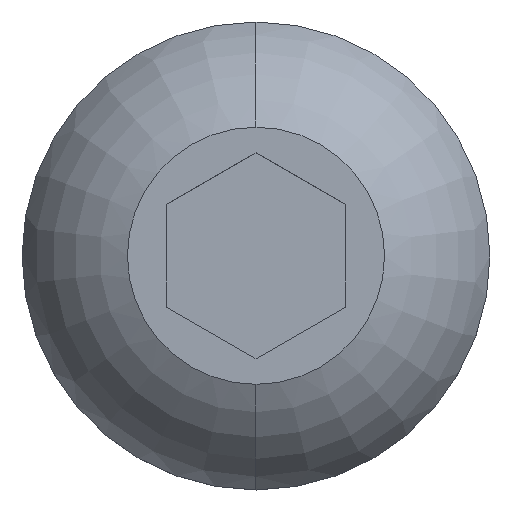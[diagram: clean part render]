
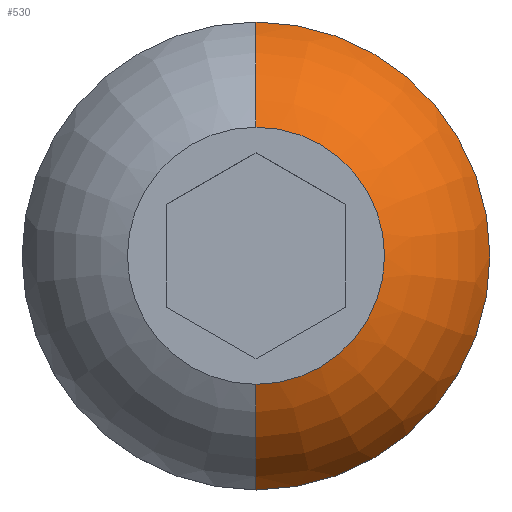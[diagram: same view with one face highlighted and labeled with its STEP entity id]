
A CAD part, top view. The second image highlights one B-rep face of the part: STEP entity #530.
In plain terms, the highlighted toroidal (fillet/blend) face has major radius 1.18 mm and minor radius 4.331 mm.
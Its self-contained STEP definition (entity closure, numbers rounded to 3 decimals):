
#22 = AXIS2_PLACEMENT_3D ( 'NONE', #373, #710, #248 ) ;
#38 = CARTESIAN_POINT ( 'NONE',  ( 5.25, 0., 0.8 ) ) ;
#60 = DIRECTION ( 'NONE',  ( -1., 0., 0. ) ) ;
#107 = FACE_OUTER_BOUND ( 'NONE', #591, .T. ) ;
#143 = AXIS2_PLACEMENT_3D ( 'NONE', #401, #685, #480 ) ;
#165 = DIRECTION ( 'NONE',  ( 1., 0., 0. ) ) ;
#210 = CIRCLE ( 'NONE', #649, 5.25 ) ;
#239 = AXIS2_PLACEMENT_3D ( 'NONE', #311, #656, #721 ) ;
#247 = ORIENTED_EDGE ( 'NONE', *, *, #539, .F. ) ;
#248 = DIRECTION ( 'NONE',  ( 0., 1., 0. ) ) ;
#254 = CIRCLE ( 'NONE', #143, 5.25 ) ;
#261 = CIRCLE ( 'NONE', #239, 2.885 ) ;
#268 = CARTESIAN_POINT ( 'NONE',  ( 0., 1.18, -0.681 ) ) ;
#270 = CARTESIAN_POINT ( 'NONE',  ( 0., -1.18, -0.681 ) ) ;
#273 = DIRECTION ( 'NONE',  ( 0., 0., -1. ) ) ;
#283 = ORIENTED_EDGE ( 'NONE', *, *, #384, .F. ) ;
#309 = VERTEX_POINT ( 'NONE', #391 ) ;
#311 = CARTESIAN_POINT ( 'NONE',  ( 0., 0., 3.3 ) ) ;
#344 = CARTESIAN_POINT ( 'NONE',  ( 0., -2.885, 3.3 ) ) ;
#373 = CARTESIAN_POINT ( 'NONE',  ( 0., 0., -0.681 ) ) ;
#379 = VERTEX_POINT ( 'NONE', #531 ) ;
#384 = EDGE_CURVE ( 'NONE', #309, #379, #733, .T. ) ;
#391 = CARTESIAN_POINT ( 'NONE',  ( 0., 2.885, 3.3 ) ) ;
#401 = CARTESIAN_POINT ( 'NONE',  ( 0., 0., 0.8 ) ) ;
#423 = VERTEX_POINT ( 'NONE', #793 ) ;
#468 = CIRCLE ( 'NONE', #528, 4.331 ) ;
#479 = EDGE_CURVE ( 'NONE', #823, #423, #468, .T. ) ;
#480 = DIRECTION ( 'NONE',  ( -1., 0., 0. ) ) ;
#486 = VERTEX_POINT ( 'NONE', #38 ) ;
#505 = ORIENTED_EDGE ( 'NONE', *, *, #781, .F. ) ;
#528 = AXIS2_PLACEMENT_3D ( 'NONE', #270, #165, #273 ) ;
#530 = ADVANCED_FACE ( 'NONE', ( #107 ), #635, .T. ) ;
#531 = CARTESIAN_POINT ( 'NONE',  ( 0., 5.25, 0.8 ) ) ;
#539 = EDGE_CURVE ( 'NONE', #379, #486, #210, .T. ) ;
#591 = EDGE_LOOP ( 'NONE', ( #810, #659, #505, #247, #283 ) ) ;
#628 = EDGE_CURVE ( 'NONE', #823, #309, #261, .T. ) ;
#635 = TOROIDAL_SURFACE ( 'NONE', #22, 1.18, 4.331 ) ;
#642 = CARTESIAN_POINT ( 'NONE',  ( 0., 0., 0.8 ) ) ;
#649 = AXIS2_PLACEMENT_3D ( 'NONE', #642, #772, #60 ) ;
#656 = DIRECTION ( 'NONE',  ( 0., 0., 1. ) ) ;
#659 = ORIENTED_EDGE ( 'NONE', *, *, #479, .T. ) ;
#661 = AXIS2_PLACEMENT_3D ( 'NONE', #268, #724, #783 ) ;
#685 = DIRECTION ( 'NONE',  ( 0., 0., -1. ) ) ;
#710 = DIRECTION ( 'NONE',  ( 0., 0., -1. ) ) ;
#721 = DIRECTION ( 'NONE',  ( 0., 1., 0. ) ) ;
#724 = DIRECTION ( 'NONE',  ( -1., 0., 0. ) ) ;
#733 = CIRCLE ( 'NONE', #661, 4.331 ) ;
#772 = DIRECTION ( 'NONE',  ( 0., 0., -1. ) ) ;
#781 = EDGE_CURVE ( 'NONE', #486, #423, #254, .T. ) ;
#783 = DIRECTION ( 'NONE',  ( 0., 0., 1. ) ) ;
#793 = CARTESIAN_POINT ( 'NONE',  ( 0., -5.25, 0.8 ) ) ;
#810 = ORIENTED_EDGE ( 'NONE', *, *, #628, .F. ) ;
#823 = VERTEX_POINT ( 'NONE', #344 ) ;
